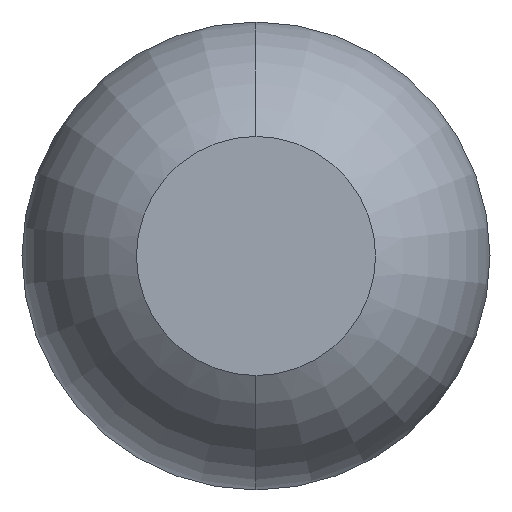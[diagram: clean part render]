
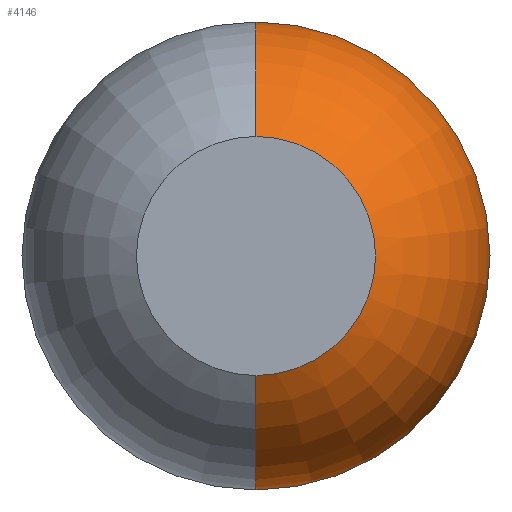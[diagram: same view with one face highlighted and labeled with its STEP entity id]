
A CAD part, front view. The second image highlights one B-rep face of the part: STEP entity #4146.
In plain terms, the highlighted toroidal (fillet/blend) face has major radius 0.035 mm and minor radius 0.65 mm.
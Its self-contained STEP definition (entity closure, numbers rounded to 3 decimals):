
#39 = CARTESIAN_POINT ( 'NONE',  ( 0., -24.431, -0.035 ) ) ;
#49 = EDGE_CURVE ( 'NONE', #1837, #1562, #2257, .T. ) ;
#95 = CARTESIAN_POINT ( 'NONE',  ( 0., -24.431, 0. ) ) ;
#132 = CIRCLE ( 'NONE', #474, 0.65 ) ;
#288 = VERTEX_POINT ( 'NONE', #554 ) ;
#474 = AXIS2_PLACEMENT_3D ( 'NONE', #39, #2625, #700 ) ;
#531 = CARTESIAN_POINT ( 'NONE',  ( 0., -25., 0. ) ) ;
#554 = CARTESIAN_POINT ( 'NONE',  ( 0., -24.431, -0.685 ) ) ;
#653 = AXIS2_PLACEMENT_3D ( 'NONE', #1053, #3255, #1001 ) ;
#694 = EDGE_CURVE ( 'Defeature ausgef�hrt3_18+Defeature ausgef�hrt3_4+Defeature ausgef�hrt3_4+Defeature ausgef�hrt3_4', #2054, #1562, #2935, .T. ) ;
#700 = DIRECTION ( 'NONE',  ( 0., 0., 1. ) ) ;
#838 = DIRECTION ( 'NONE',  ( 0., -1., 0. ) ) ;
#1001 = DIRECTION ( 'NONE',  ( 0., 0., -1. ) ) ;
#1003 = EDGE_CURVE ( 'Defeature ausgef�hrt3_4+Defeature ausgef�hrt3_5+Defeature ausgef�hrt3_5+Defeature ausgef�hrt3_5', #288, #1837, #2883, .T. ) ;
#1017 = DIRECTION ( 'NONE',  ( 0., -1., 0. ) ) ;
#1053 = CARTESIAN_POINT ( 'NONE',  ( 0., -24.431, 0.035 ) ) ;
#1162 = ORIENTED_EDGE ( 'NONE', *, *, #1003, .T. ) ;
#1182 = DIRECTION ( 'NONE',  ( 0., 0., -1. ) ) ;
#1562 = VERTEX_POINT ( 'NONE', #3068 ) ;
#1702 = ORIENTED_EDGE ( 'NONE', *, *, #3892, .F. ) ;
#1837 = VERTEX_POINT ( 'NONE', #2756 ) ;
#2054 = VERTEX_POINT ( 'NONE', #2402 ) ;
#2224 = ORIENTED_EDGE ( 'NONE', *, *, #694, .F. ) ;
#2229 = EDGE_LOOP ( 'NONE', ( #1162, #3860, #2224, #1702 ) ) ;
#2257 = CIRCLE ( 'NONE', #653, 0.65 ) ;
#2402 = CARTESIAN_POINT ( 'NONE',  ( 0., -25., -0.35 ) ) ;
#2474 = DIRECTION ( 'NONE',  ( 0., 0., -1. ) ) ;
#2625 = DIRECTION ( 'NONE',  ( -1., 0., 0. ) ) ;
#2750 = CARTESIAN_POINT ( 'NONE',  ( 0., -24.431, 0. ) ) ;
#2756 = CARTESIAN_POINT ( 'NONE',  ( 0., -24.431, 0.685 ) ) ;
#2786 = FACE_OUTER_BOUND ( 'NONE', #2229, .T. ) ;
#2883 = CIRCLE ( 'NONE', #3612, 0.685 ) ;
#2935 = CIRCLE ( 'NONE', #3357, 0.35 ) ;
#2980 = DIRECTION ( 'NONE',  ( 0., 0., -1. ) ) ;
#3068 = CARTESIAN_POINT ( 'NONE',  ( 0., -25., 0.35 ) ) ;
#3246 = TOROIDAL_SURFACE ( 'NONE', #3569, 0.035, 0.65 ) ;
#3255 = DIRECTION ( 'NONE',  ( 1., 0., 0. ) ) ;
#3357 = AXIS2_PLACEMENT_3D ( 'NONE', #531, #4031, #1182 ) ;
#3569 = AXIS2_PLACEMENT_3D ( 'NONE', #2750, #838, #2474 ) ;
#3612 = AXIS2_PLACEMENT_3D ( 'NONE', #95, #1017, #2980 ) ;
#3860 = ORIENTED_EDGE ( 'NONE', *, *, #49, .T. ) ;
#3892 = EDGE_CURVE ( 'NONE', #288, #2054, #132, .T. ) ;
#4031 = DIRECTION ( 'NONE',  ( 0., -1., 0. ) ) ;
#4146 = ADVANCED_FACE ( 'Defeature ausgef�hrt3_4', ( #2786 ), #3246, .T. ) ;
